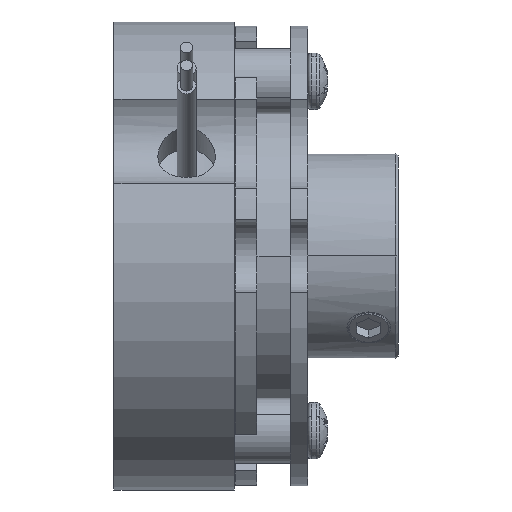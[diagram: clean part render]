
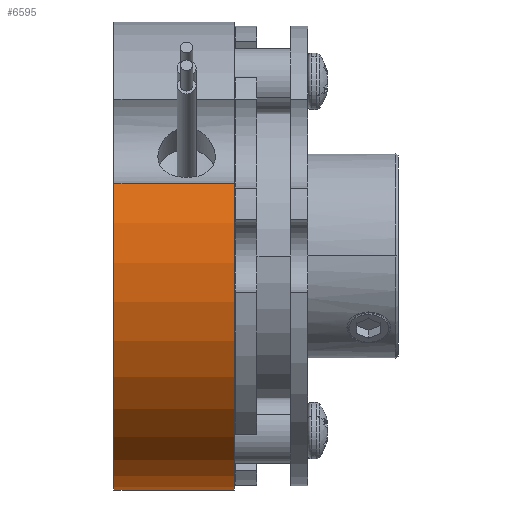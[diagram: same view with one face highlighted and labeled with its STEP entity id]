
A CAD part, front view. The second image highlights one B-rep face of the part: STEP entity #6595.
In plain terms, the highlighted cylindrical face has radius 14.5 mm (diameter 29 mm), a partial arc.
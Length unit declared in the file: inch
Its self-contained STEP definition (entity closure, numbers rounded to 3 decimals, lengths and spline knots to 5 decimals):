
#693 = ORIENTED_EDGE ( 'NONE', *, *, #7732, .F. ) ;
#1070 = DIRECTION ( 'NONE',  ( -1., 0., 0. ) ) ;
#1182 = EDGE_CURVE ( 'NONE', #19390, #2610, #25450, .T. ) ;
#1924 = DIRECTION ( 'NONE',  ( -1., 0., 0. ) ) ;
#2610 = VERTEX_POINT ( 'NONE', #4426 ) ;
#2790 = ORIENTED_EDGE ( 'NONE', *, *, #23382, .T. ) ;
#3273 = CARTESIAN_POINT ( 'NONE',  ( 0.29331, -0.54295, 0.17634 ) ) ;
#4426 = CARTESIAN_POINT ( 'NONE',  ( 0., -0.54295, 0.17634 ) ) ;
#4600 = CARTESIAN_POINT ( 'NONE',  ( 0.29331, 0., 0. ) ) ;
#4964 = CARTESIAN_POINT ( 'NONE',  ( 0.14665, -0.54295, 0.17634 ) ) ;
#6281 = LINE ( 'NONE', #16600, #28535 ) ;
#6348 = FACE_OUTER_BOUND ( 'NONE', #23173, .T. ) ;
#6595 = ADVANCED_FACE ( 'NONE', ( #6348 ), #9460, .T. ) ;
#6859 = DIRECTION ( 'NONE',  ( 0., 0., 1. ) ) ;
#7732 = EDGE_CURVE ( 'NONE', #26255, #14889, #6281, .T. ) ;
#9283 = DIRECTION ( 'NONE',  ( -1., 0., 0. ) ) ;
#9460 = CYLINDRICAL_SURFACE ( 'NONE', #15598, 0.57087 ) ;
#9787 = ORIENTED_EDGE ( 'NONE', *, *, #24385, .F. ) ;
#13677 = CARTESIAN_POINT ( 'NONE',  ( -0.12427, 0., 0. ) ) ;
#14047 = DIRECTION ( 'NONE',  ( -1., 0., 0. ) ) ;
#14889 = VERTEX_POINT ( 'NONE', #16803 ) ;
#15188 = CARTESIAN_POINT ( 'NONE',  ( 0.29331, 0., -0.57087 ) ) ;
#15260 = CARTESIAN_POINT ( 'NONE',  ( 0., 0., 0. ) ) ;
#15544 = AXIS2_PLACEMENT_3D ( 'NONE', #15260, #1924, #17472 ) ;
#15598 = AXIS2_PLACEMENT_3D ( 'NONE', #13677, #9283, #18146 ) ;
#16600 = CARTESIAN_POINT ( 'NONE',  ( -0.12427, 0., -0.57087 ) ) ;
#16803 = CARTESIAN_POINT ( 'NONE',  ( 0., 0., -0.57087 ) ) ;
#17472 = DIRECTION ( 'NONE',  ( 0., 0., 1. ) ) ;
#18146 = DIRECTION ( 'NONE',  ( 0., 0., 1. ) ) ;
#19390 = VERTEX_POINT ( 'NONE', #3273 ) ;
#20182 = DIRECTION ( 'NONE',  ( -1., 0., 0. ) ) ;
#20782 = CIRCLE ( 'NONE', #21972, 0.57087 ) ;
#21972 = AXIS2_PLACEMENT_3D ( 'NONE', #4600, #20182, #6859 ) ;
#23173 = EDGE_LOOP ( 'NONE', ( #693, #2790, #26933, #9787 ) ) ;
#23382 = EDGE_CURVE ( 'NONE', #26255, #19390, #20782, .T. ) ;
#24225 = CIRCLE ( 'NONE', #15544, 0.57087 ) ;
#24385 = EDGE_CURVE ( 'NONE', #14889, #2610, #24225, .T. ) ;
#24758 = VECTOR ( 'NONE', #14047, 39.37008 ) ;
#25450 = LINE ( 'NONE', #4964, #24758 ) ;
#26255 = VERTEX_POINT ( 'NONE', #15188 ) ;
#26933 = ORIENTED_EDGE ( 'NONE', *, *, #1182, .T. ) ;
#28535 = VECTOR ( 'NONE', #1070, 39.37008 ) ;
